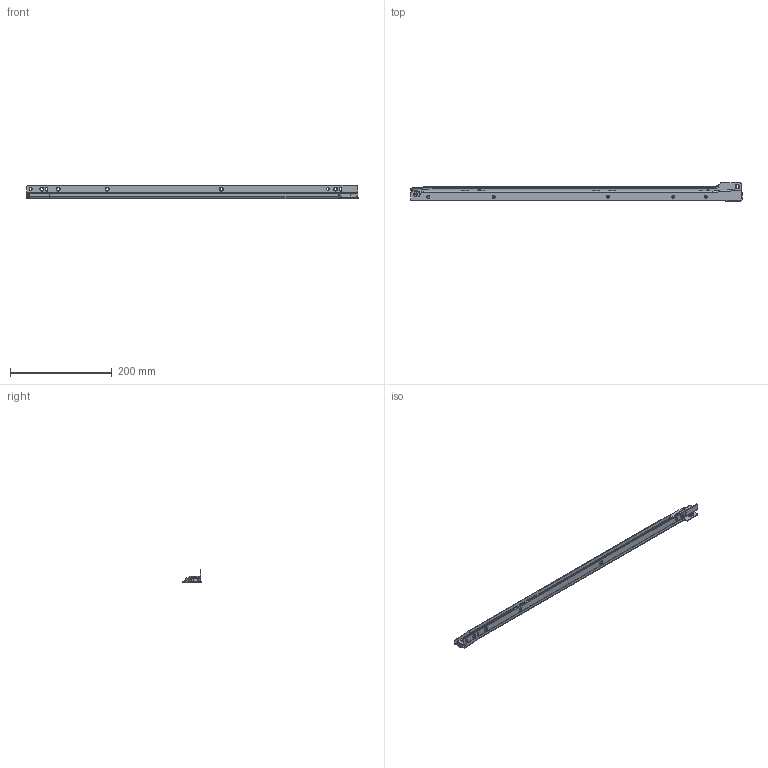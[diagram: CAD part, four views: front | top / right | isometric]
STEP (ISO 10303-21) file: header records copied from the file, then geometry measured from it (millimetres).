
FILE_DESCRIPTION (( 'STEP AP214' ), '1' );
FILE_NAME ('FR_2021.0650mm_26inch_closed_right.STEP', '2022-11-15T07:43:22', ( '' ), ( '' ), 'SwSTEP 2.0', 'SolidWorks 2020', '' );
FILE_SCHEMA (( 'AUTOMOTIVE_DESIGN' ));
Length unit declared in the file: millimetre
Products named in the file (5): 2021.XXX-03.W153_NL 650 re of; 2021.XXX-01.W124.re_NL 650; FR_2021.0650mm_26inch_closed_right; 2021.XXX-01.W124.re_NL 650 Topf Standard; 2021.XXX-03.W153.re_NL 650
Assembly tree (4 placements, depth 3):
  FR_2021.0650mm_26inch_closed_right
    2021.XXX-01.W124.re_NL 650
      2021.XXX-01.W124.re_NL 650 Topf Standard
    2021.XXX-03.W153.re_NL 650
      2021.XXX-03.W153_NL 650 re of
Bounding box: 651.08 x 36.65 x 25.5 mm (x, y, z)
Volume: 64308.2 mm3; surface area: 104255.3 mm2
Topology: 2 solids, 2 shells, 865 faces, 2091 edges, 1343 vertices
Faces by surface type: cylinder 407, plane 345, cone 55, bspline 39, torus 15, sphere 4
Entity records: 29448 total; most frequent: CARTESIAN_POINT 7098, DIRECTION 4452, ORIENTED_EDGE 4164, EDGE_CURVE 2082, AXIS2_PLACEMENT_3D 1678, VERTEX_POINT 1339, VECTOR 1096, LINE 1096
